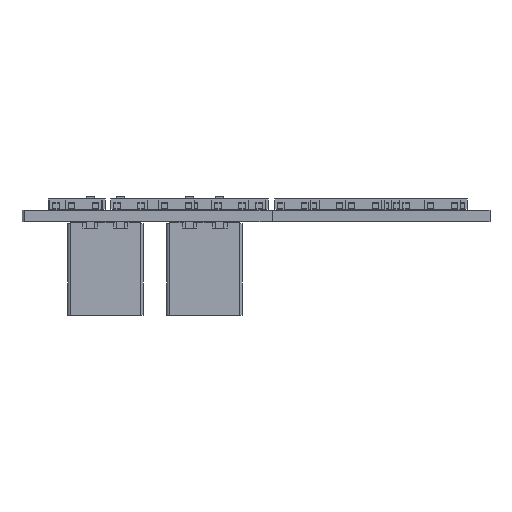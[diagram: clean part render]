
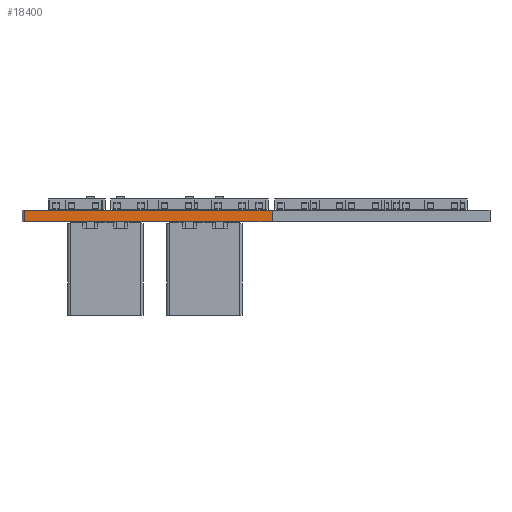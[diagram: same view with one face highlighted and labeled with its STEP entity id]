
A CAD part, left-side view. The second image highlights one B-rep face of the part: STEP entity #18400.
In plain terms, the highlighted planar face has unit normal (-1, 0, 0).
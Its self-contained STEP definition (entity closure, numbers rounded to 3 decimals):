
#15315 = PLANE('',#15316);
#15316 = AXIS2_PLACEMENT_3D('',#15317,#15318,#15319);
#15317 = CARTESIAN_POINT('',(153.303,-65.968,1.58));
#15318 = DIRECTION('',(-0.,-0.,-1.));
#15319 = DIRECTION('',(-1.,0.,0.));
#15369 = PLANE('',#15370);
#15370 = AXIS2_PLACEMENT_3D('',#15371,#15372,#15373);
#15371 = CARTESIAN_POINT('',(153.303,-65.968,0.));
#15372 = DIRECTION('',(-0.,-0.,-1.));
#15373 = DIRECTION('',(-1.,0.,0.));
#15618 = VERTEX_POINT('',#15619);
#15619 = CARTESIAN_POINT('',(67.716,-72.695,0.));
#15633 = PLANE('',#15634);
#15634 = AXIS2_PLACEMENT_3D('',#15635,#15636,#15637);
#15635 = CARTESIAN_POINT('',(96.672,-72.746,0.));
#15636 = DIRECTION('',(-0.002,-1.,0.));
#15637 = DIRECTION('',(-1.,0.002,0.));
#15645 = EDGE_CURVE('',#15618,#15646,#15648,.T.);
#15646 = VERTEX_POINT('',#15647);
#15647 = CARTESIAN_POINT('',(67.716,-38.557,0.));
#15648 = SURFACE_CURVE('',#15649,(#15653,#15660),.PCURVE_S1.);
#15649 = LINE('',#15650,#15651);
#15650 = CARTESIAN_POINT('',(67.716,-72.695,0.));
#15651 = VECTOR('',#15652,1.);
#15652 = DIRECTION('',(0.,1.,0.));
#15653 = PCURVE('',#15369,#15654);
#15654 = DEFINITIONAL_REPRESENTATION('',(#15655),#15659);
#15655 = LINE('',#15656,#15657);
#15656 = CARTESIAN_POINT('',(85.587,-6.727));
#15657 = VECTOR('',#15658,1.);
#15658 = DIRECTION('',(0.,1.));
#15659 = ( GEOMETRIC_REPRESENTATION_CONTEXT(2) 
PARAMETRIC_REPRESENTATION_CONTEXT() REPRESENTATION_CONTEXT('2D SPACE',''
  ) );
#15660 = PCURVE('',#15661,#15666);
#15661 = PLANE('',#15662);
#15662 = AXIS2_PLACEMENT_3D('',#15663,#15664,#15665);
#15663 = CARTESIAN_POINT('',(67.716,-72.695,0.));
#15664 = DIRECTION('',(-1.,0.,0.));
#15665 = DIRECTION('',(0.,1.,0.));
#15666 = DEFINITIONAL_REPRESENTATION('',(#15667),#15671);
#15667 = LINE('',#15668,#15669);
#15668 = CARTESIAN_POINT('',(0.,0.));
#15669 = VECTOR('',#15670,1.);
#15670 = DIRECTION('',(1.,0.));
#15671 = ( GEOMETRIC_REPRESENTATION_CONTEXT(2) 
PARAMETRIC_REPRESENTATION_CONTEXT() REPRESENTATION_CONTEXT('2D SPACE',''
  ) );
#15689 = PLANE('',#15690);
#15690 = AXIS2_PLACEMENT_3D('',#15691,#15692,#15693);
#15691 = CARTESIAN_POINT('',(67.716,-38.557,0.));
#15692 = DIRECTION('',(-0.004,1.,0.));
#15693 = DIRECTION('',(1.,0.004,0.));
#17093 = VERTEX_POINT('',#17094);
#17094 = CARTESIAN_POINT('',(67.716,-72.695,1.58));
#17115 = EDGE_CURVE('',#17093,#17116,#17118,.T.);
#17116 = VERTEX_POINT('',#17117);
#17117 = CARTESIAN_POINT('',(67.716,-38.557,1.58));
#17118 = SURFACE_CURVE('',#17119,(#17123,#17130),.PCURVE_S1.);
#17119 = LINE('',#17120,#17121);
#17120 = CARTESIAN_POINT('',(67.716,-72.695,1.58));
#17121 = VECTOR('',#17122,1.);
#17122 = DIRECTION('',(0.,1.,0.));
#17123 = PCURVE('',#15315,#17124);
#17124 = DEFINITIONAL_REPRESENTATION('',(#17125),#17129);
#17125 = LINE('',#17126,#17127);
#17126 = CARTESIAN_POINT('',(85.587,-6.727));
#17127 = VECTOR('',#17128,1.);
#17128 = DIRECTION('',(0.,1.));
#17129 = ( GEOMETRIC_REPRESENTATION_CONTEXT(2) 
PARAMETRIC_REPRESENTATION_CONTEXT() REPRESENTATION_CONTEXT('2D SPACE',''
  ) );
#17130 = PCURVE('',#15661,#17131);
#17131 = DEFINITIONAL_REPRESENTATION('',(#17132),#17136);
#17132 = LINE('',#17133,#17134);
#17133 = CARTESIAN_POINT('',(0.,-1.58));
#17134 = VECTOR('',#17135,1.);
#17135 = DIRECTION('',(1.,0.));
#17136 = ( GEOMETRIC_REPRESENTATION_CONTEXT(2) 
PARAMETRIC_REPRESENTATION_CONTEXT() REPRESENTATION_CONTEXT('2D SPACE',''
  ) );
#18350 = EDGE_CURVE('',#15646,#17116,#18351,.T.);
#18351 = SURFACE_CURVE('',#18352,(#18356,#18363),.PCURVE_S1.);
#18352 = LINE('',#18353,#18354);
#18353 = CARTESIAN_POINT('',(67.716,-38.557,0.));
#18354 = VECTOR('',#18355,1.);
#18355 = DIRECTION('',(0.,0.,1.));
#18356 = PCURVE('',#15689,#18357);
#18357 = DEFINITIONAL_REPRESENTATION('',(#18358),#18362);
#18358 = LINE('',#18359,#18360);
#18359 = CARTESIAN_POINT('',(0.,0.));
#18360 = VECTOR('',#18361,1.);
#18361 = DIRECTION('',(0.,-1.));
#18362 = ( GEOMETRIC_REPRESENTATION_CONTEXT(2) 
PARAMETRIC_REPRESENTATION_CONTEXT() REPRESENTATION_CONTEXT('2D SPACE',''
  ) );
#18363 = PCURVE('',#15661,#18364);
#18364 = DEFINITIONAL_REPRESENTATION('',(#18365),#18369);
#18365 = LINE('',#18366,#18367);
#18366 = CARTESIAN_POINT('',(34.138,0.));
#18367 = VECTOR('',#18368,1.);
#18368 = DIRECTION('',(0.,-1.));
#18369 = ( GEOMETRIC_REPRESENTATION_CONTEXT(2) 
PARAMETRIC_REPRESENTATION_CONTEXT() REPRESENTATION_CONTEXT('2D SPACE',''
  ) );
#18400 = ADVANCED_FACE('',(#18401),#15661,.T.);
#18401 = FACE_BOUND('',#18402,.T.);
#18402 = EDGE_LOOP('',(#18403,#18424,#18425,#18426));
#18403 = ORIENTED_EDGE('',*,*,#18404,.T.);
#18404 = EDGE_CURVE('',#15618,#17093,#18405,.T.);
#18405 = SURFACE_CURVE('',#18406,(#18410,#18417),.PCURVE_S1.);
#18406 = LINE('',#18407,#18408);
#18407 = CARTESIAN_POINT('',(67.716,-72.695,0.));
#18408 = VECTOR('',#18409,1.);
#18409 = DIRECTION('',(0.,0.,1.));
#18410 = PCURVE('',#15661,#18411);
#18411 = DEFINITIONAL_REPRESENTATION('',(#18412),#18416);
#18412 = LINE('',#18413,#18414);
#18413 = CARTESIAN_POINT('',(0.,0.));
#18414 = VECTOR('',#18415,1.);
#18415 = DIRECTION('',(0.,-1.));
#18416 = ( GEOMETRIC_REPRESENTATION_CONTEXT(2) 
PARAMETRIC_REPRESENTATION_CONTEXT() REPRESENTATION_CONTEXT('2D SPACE',''
  ) );
#18417 = PCURVE('',#15633,#18418);
#18418 = DEFINITIONAL_REPRESENTATION('',(#18419),#18423);
#18419 = LINE('',#18420,#18421);
#18420 = CARTESIAN_POINT('',(28.956,0.));
#18421 = VECTOR('',#18422,1.);
#18422 = DIRECTION('',(0.,-1.));
#18423 = ( GEOMETRIC_REPRESENTATION_CONTEXT(2) 
PARAMETRIC_REPRESENTATION_CONTEXT() REPRESENTATION_CONTEXT('2D SPACE',''
  ) );
#18424 = ORIENTED_EDGE('',*,*,#17115,.T.);
#18425 = ORIENTED_EDGE('',*,*,#18350,.F.);
#18426 = ORIENTED_EDGE('',*,*,#15645,.F.);
